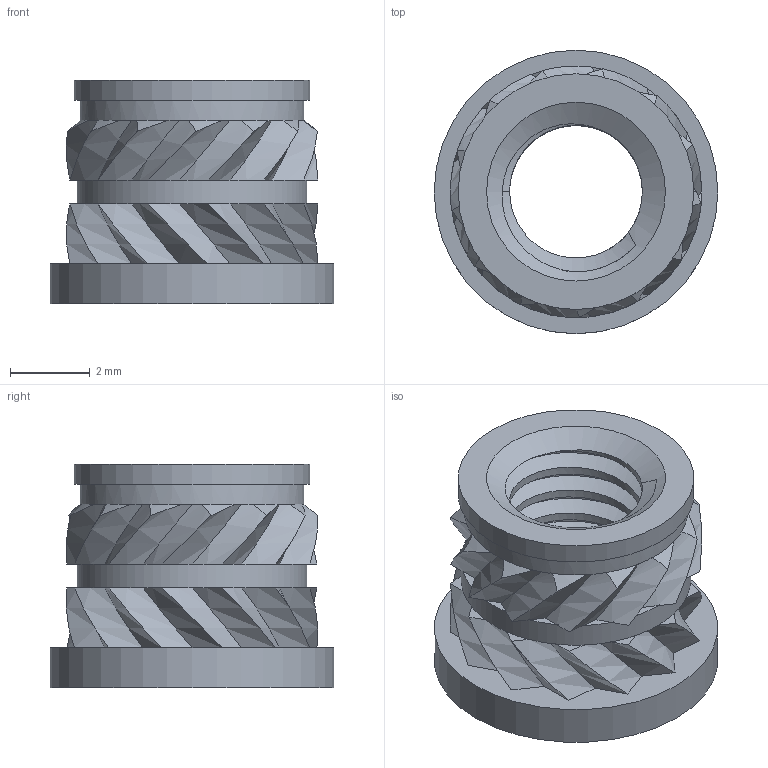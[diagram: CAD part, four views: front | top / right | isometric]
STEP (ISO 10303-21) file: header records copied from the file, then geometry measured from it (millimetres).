
FILE_DESCRIPTION(('FreeCAD Model'),'2;1');
FILE_NAME('Open CASCADE Shape Model','2024-08-10T09:09:10',(''),(''), 'Open CASCADE STEP processor 7.6','FreeCAD','Unknown');
FILE_SCHEMA(('AUTOMOTIVE_DESIGN { 1 0 10303 214 1 1 1 1 }'));
Length unit declared in the file: millimetre
Products named in the file (1): Corps001
Bounding box: 7.1 x 7.1 x 5.6 mm (x, y, z)
Volume: 99.8 mm3; surface area: 287 mm2
Topology: 1 solids, 1 shells, 176 faces, 405 edges, 233 vertices
Faces by surface type: bspline 79, plane 69, cone 16, cylinder 12
Full cylindrical faces by diameter (mm): 3.322 x6, 5.6 x1, 5.75 x1, 5.9 x1, 7.1 x1
Entity records: 16842 total; most frequent: CARTESIAN_POINT 9456, DIRECTION 1082, ORIENTED_EDGE 810, PCURVE 810, DEFINITIONAL_REPRESENTATION 810, LINE 648, VECTOR 648, EDGE_CURVE 405
